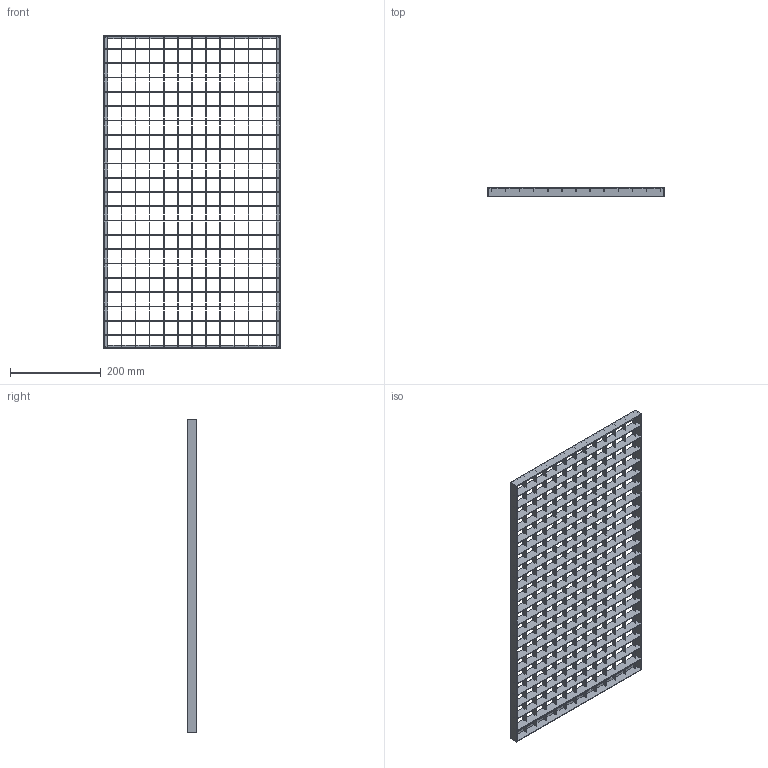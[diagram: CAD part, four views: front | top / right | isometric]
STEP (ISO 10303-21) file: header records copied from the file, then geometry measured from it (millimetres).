
FILE_DESCRIPTION (( 'STEP AP203' ), '1' );
FILE_NAME ('23-39693020-7.step', '2015-08-26T22:54:22', ( '' ), ( '' ), 'SwSTEP 2.0', 'SolidWorks 2015', '' );
FILE_SCHEMA (( 'CONFIG_CONTROL_DESIGN' ));
Length unit declared in the file: millimetre
Products named in the file (1): 23-39693020-7
Bounding box: 390 x 20 x 690 mm (x, y, z)
Volume: 438717 mm3; surface area: 646097 mm2
Topology: 1 solids, 1 shells, 1098 faces, 4136 edges, 2752 vertices
Faces by surface type: plane 1098
Entity records: 43986 total; most frequent: ORIENTED_EDGE 8272, CARTESIAN_POINT 8002, DIRECTION 6329, EDGE_CURVE 4136, LINE 4131, VECTOR 4131, VERTEX_POINT 2752, EDGE_LOOP 1426
